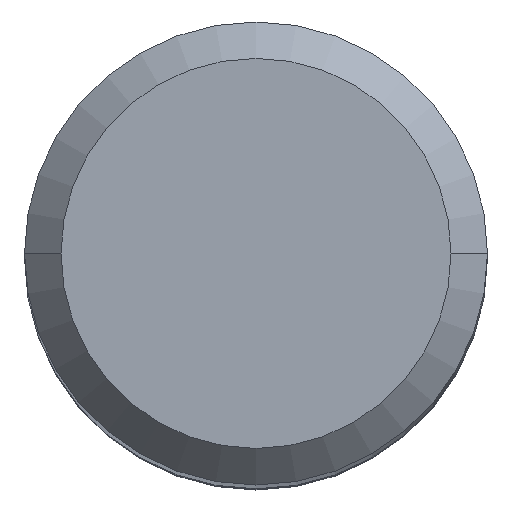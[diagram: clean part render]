
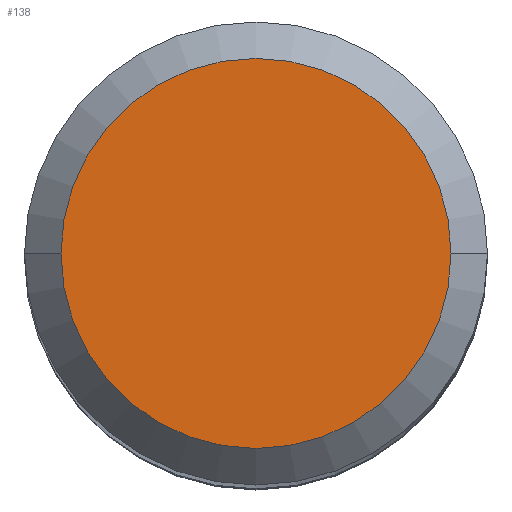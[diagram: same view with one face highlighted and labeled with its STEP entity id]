
A CAD part, top view. The second image highlights one B-rep face of the part: STEP entity #138.
In plain terms, the highlighted planar face has unit normal (0, 0, 1).
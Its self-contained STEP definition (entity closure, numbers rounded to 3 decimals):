
#67=PLANE('',#1113);
#138=ADVANCED_FACE('',(#198),#67,.F.);
#198=FACE_OUTER_BOUND('',#252,.T.);
#252=EDGE_LOOP('',(#479,#480));
#479=ORIENTED_EDGE('',*,*,#668,.T.);
#480=ORIENTED_EDGE('',*,*,#671,.T.);
#554=VERTEX_POINT('',#1995);
#555=VERTEX_POINT('',#1996);
#668=EDGE_CURVE('',#554,#555,#774,.T.);
#671=EDGE_CURVE('',#555,#554,#775,.T.);
#774=CIRCLE('',#1109,5.35);
#775=CIRCLE('',#1111,5.35);
#1109=AXIS2_PLACEMENT_3D('',#1994,#1433,#1434);
#1111=AXIS2_PLACEMENT_3D('',#2000,#1439,#1440);
#1113=AXIS2_PLACEMENT_3D('',#2002,#1443,#1444);
#1433=DIRECTION('',(0.,0.,1.));
#1434=DIRECTION('',(-1.,0.,0.));
#1439=DIRECTION('',(0.,0.,1.));
#1440=DIRECTION('',(1.,0.,0.));
#1443=DIRECTION('',(0.,0.,-1.));
#1444=DIRECTION('',(1.,0.,0.));
#1994=CARTESIAN_POINT('',(0.,0.,0.));
#1995=CARTESIAN_POINT('',(-5.35,0.,0.));
#1996=CARTESIAN_POINT('',(5.35,0.,0.));
#2000=CARTESIAN_POINT('',(0.,0.,0.));
#2002=CARTESIAN_POINT('',(0.,0.,0.));
